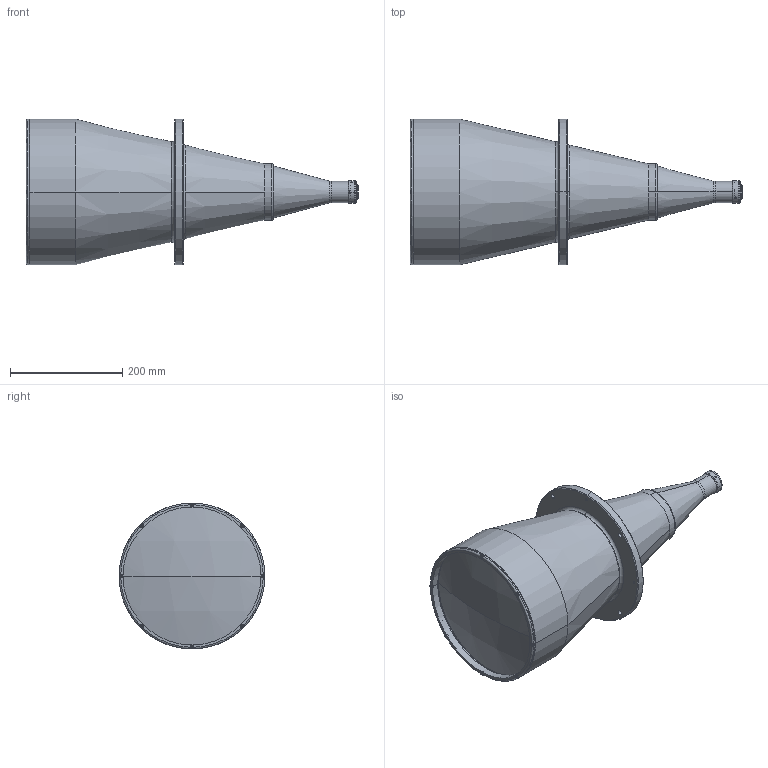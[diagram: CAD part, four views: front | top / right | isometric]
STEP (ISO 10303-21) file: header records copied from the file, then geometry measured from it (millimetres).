
FILE_DESCRIPTION (( 'STEP AP214' ), '1' );
FILE_NAME ('TC13192.STEP', '2016-10-03T09:53:27', ( '' ), ( '' ), 'SwSTEP 2.0', 'SolidWorks 2015', '' );
FILE_SCHEMA (( 'AUTOMOTIVE_DESIGN' ));
Length unit declared in the file: millimetre
Products named in the file (1): TC13192
Bounding box: 591.72 x 260 x 260 mm (x, y, z)
Surface area: 445522.6 mm2 (no closed solid volume)
Topology: 0 solids, 24 shells, 203 faces, 643 edges, 460 vertices
Faces by surface type: plane 78, cylinder 73, torus 32, cone 16, sphere 4
Entity records: 9930 total; most frequent: CARTESIAN_POINT 1777, DIRECTION 1339, ORIENTED_EDGE 1032, EDGE_CURVE 643, AXIS2_PLACEMENT_3D 522, VERTEX_POINT 460, CIRCLE 318, VECTOR 295
